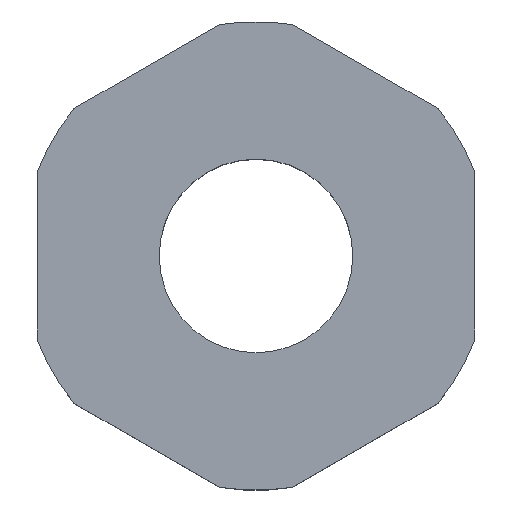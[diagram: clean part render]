
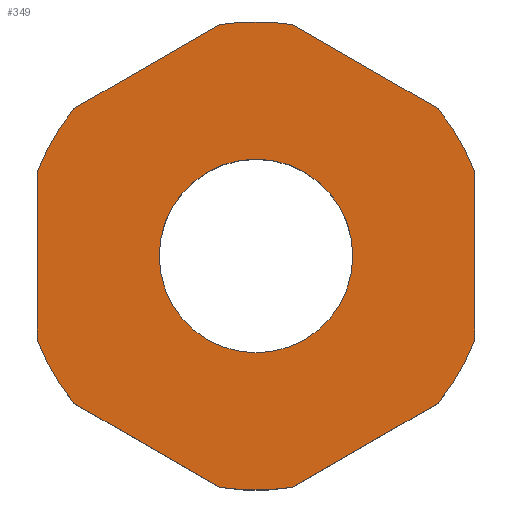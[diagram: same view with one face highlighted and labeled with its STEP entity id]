
A CAD part, top view. The second image highlights one B-rep face of the part: STEP entity #349.
In plain terms, the highlighted planar face has unit normal (0, 0, 1).
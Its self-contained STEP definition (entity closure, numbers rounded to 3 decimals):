
#27=LINE('',#596,#51);
#28=LINE('',#597,#52);
#29=LINE('',#598,#53);
#30=LINE('',#599,#54);
#31=LINE('',#600,#55);
#32=LINE('',#601,#56);
#51=VECTOR('',#485,10.);
#52=VECTOR('',#486,10.);
#53=VECTOR('',#487,10.);
#54=VECTOR('',#488,10.);
#55=VECTOR('',#489,10.);
#56=VECTOR('',#490,10.);
#65=PLANE('',#397);
#89=FACE_BOUND('',#133,.T.);
#105=FACE_OUTER_BOUND('',#132,.T.);
#132=EDGE_LOOP('',(#281,#282,#283,#284,#285,#286,#287,#288,#289,#290,#291,
#292));
#133=EDGE_LOOP('',(#293));
#155=CIRCLE('',#381,7.5);
#157=CIRCLE('',#384,7.5);
#159=CIRCLE('',#387,7.5);
#161=CIRCLE('',#390,7.5);
#163=CIRCLE('',#393,7.5);
#165=CIRCLE('',#396,7.5);
#166=CIRCLE('',#398,3.1);
#176=VERTEX_POINT('',#543);
#178=VERTEX_POINT('',#547);
#180=VERTEX_POINT('',#552);
#182=VERTEX_POINT('',#556);
#184=VERTEX_POINT('',#561);
#186=VERTEX_POINT('',#565);
#188=VERTEX_POINT('',#570);
#190=VERTEX_POINT('',#574);
#192=VERTEX_POINT('',#579);
#194=VERTEX_POINT('',#583);
#196=VERTEX_POINT('',#588);
#198=VERTEX_POINT('',#592);
#199=VERTEX_POINT('',#602);
#211=EDGE_CURVE('',#176,#178,#155,.T.);
#215=EDGE_CURVE('',#180,#182,#157,.T.);
#219=EDGE_CURVE('',#184,#186,#159,.T.);
#223=EDGE_CURVE('',#188,#190,#161,.T.);
#227=EDGE_CURVE('',#192,#194,#163,.T.);
#231=EDGE_CURVE('',#196,#198,#165,.T.);
#232=EDGE_CURVE('',#198,#176,#27,.T.);
#233=EDGE_CURVE('',#178,#180,#28,.T.);
#234=EDGE_CURVE('',#182,#184,#29,.T.);
#235=EDGE_CURVE('',#186,#188,#30,.T.);
#236=EDGE_CURVE('',#190,#192,#31,.T.);
#237=EDGE_CURVE('',#194,#196,#32,.T.);
#238=EDGE_CURVE('',#199,#199,#166,.T.);
#281=ORIENTED_EDGE('',*,*,#231,.T.);
#282=ORIENTED_EDGE('',*,*,#232,.T.);
#283=ORIENTED_EDGE('',*,*,#211,.T.);
#284=ORIENTED_EDGE('',*,*,#233,.T.);
#285=ORIENTED_EDGE('',*,*,#215,.T.);
#286=ORIENTED_EDGE('',*,*,#234,.T.);
#287=ORIENTED_EDGE('',*,*,#219,.T.);
#288=ORIENTED_EDGE('',*,*,#235,.T.);
#289=ORIENTED_EDGE('',*,*,#223,.T.);
#290=ORIENTED_EDGE('',*,*,#236,.T.);
#291=ORIENTED_EDGE('',*,*,#227,.T.);
#292=ORIENTED_EDGE('',*,*,#237,.T.);
#293=ORIENTED_EDGE('',*,*,#238,.T.);
#349=ADVANCED_FACE('',(#105,#89),#65,.T.);
#381=AXIS2_PLACEMENT_3D('',#549,#441,#442);
#384=AXIS2_PLACEMENT_3D('',#558,#449,#450);
#387=AXIS2_PLACEMENT_3D('',#567,#457,#458);
#390=AXIS2_PLACEMENT_3D('',#576,#465,#466);
#393=AXIS2_PLACEMENT_3D('',#585,#473,#474);
#396=AXIS2_PLACEMENT_3D('',#594,#481,#482);
#397=AXIS2_PLACEMENT_3D('',#595,#483,#484);
#398=AXIS2_PLACEMENT_3D('',#603,#491,#492);
#441=DIRECTION('center_axis',(0.,0.,1.));
#442=DIRECTION('ref_axis',(-1.,0.,0.));
#449=DIRECTION('center_axis',(0.,0.,1.));
#450=DIRECTION('ref_axis',(-1.,0.,0.));
#457=DIRECTION('center_axis',(0.,0.,1.));
#458=DIRECTION('ref_axis',(-1.,0.,0.));
#465=DIRECTION('center_axis',(0.,0.,1.));
#466=DIRECTION('ref_axis',(-1.,0.,0.));
#473=DIRECTION('center_axis',(0.,0.,1.));
#474=DIRECTION('ref_axis',(-1.,0.,0.));
#481=DIRECTION('center_axis',(0.,0.,1.));
#482=DIRECTION('ref_axis',(-1.,0.,0.));
#483=DIRECTION('center_axis',(0.,0.,1.));
#484=DIRECTION('ref_axis',(1.,0.,0.));
#485=DIRECTION('',(0.,1.,0.));
#486=DIRECTION('',(-0.866,0.5,0.));
#487=DIRECTION('',(-0.866,-0.5,0.));
#488=DIRECTION('',(0.,-1.,0.));
#489=DIRECTION('',(0.866,-0.5,0.));
#490=DIRECTION('',(0.866,0.5,0.));
#491=DIRECTION('center_axis',(0.,0.,-1.));
#492=DIRECTION('ref_axis',(-1.,0.,0.));
#543=CARTESIAN_POINT('',(7.,2.693,18.));
#547=CARTESIAN_POINT('',(5.832,4.716,18.));
#549=CARTESIAN_POINT('Origin',(0.,0.,18.));
#552=CARTESIAN_POINT('',(1.168,7.408,18.));
#556=CARTESIAN_POINT('',(-1.168,7.408,18.));
#558=CARTESIAN_POINT('Origin',(0.,0.,18.));
#561=CARTESIAN_POINT('',(-5.832,4.716,18.));
#565=CARTESIAN_POINT('',(-7.,2.693,18.));
#567=CARTESIAN_POINT('Origin',(0.,0.,18.));
#570=CARTESIAN_POINT('',(-7.,-2.693,18.));
#574=CARTESIAN_POINT('',(-5.832,-4.716,18.));
#576=CARTESIAN_POINT('Origin',(0.,0.,18.));
#579=CARTESIAN_POINT('',(-1.168,-7.408,18.));
#583=CARTESIAN_POINT('',(1.168,-7.408,18.));
#585=CARTESIAN_POINT('Origin',(0.,0.,18.));
#588=CARTESIAN_POINT('',(5.832,-4.716,18.));
#592=CARTESIAN_POINT('',(7.,-2.693,18.));
#594=CARTESIAN_POINT('Origin',(0.,0.,18.));
#595=CARTESIAN_POINT('Origin',(0.,0.,
18.));
#596=CARTESIAN_POINT('',(7.,4.041,18.));
#597=CARTESIAN_POINT('',(0.,8.083,18.));
#598=CARTESIAN_POINT('',(-7.,4.041,18.));
#599=CARTESIAN_POINT('',(-7.,-4.041,18.));
#600=CARTESIAN_POINT('',(0.,-8.083,18.));
#601=CARTESIAN_POINT('',(7.,-4.041,18.));
#602=CARTESIAN_POINT('',(3.1,0.,18.));
#603=CARTESIAN_POINT('Origin',(0.,0.,18.));
